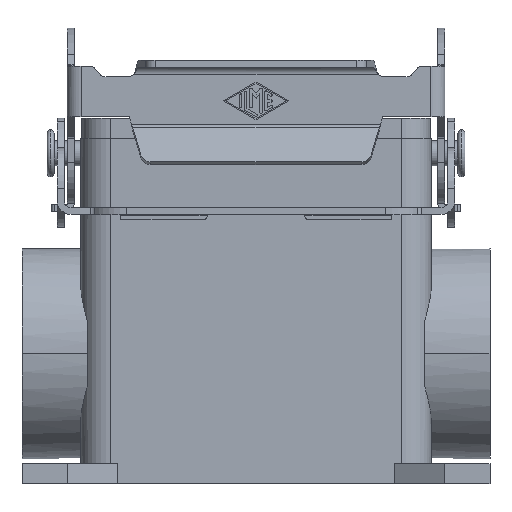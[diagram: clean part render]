
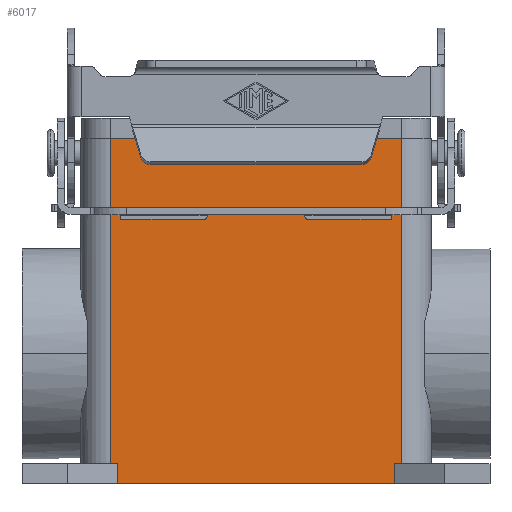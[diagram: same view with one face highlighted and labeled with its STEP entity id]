
A CAD part, front view. The second image highlights one B-rep face of the part: STEP entity #6017.
In plain terms, the highlighted planar face has unit normal (0, -1, 0).
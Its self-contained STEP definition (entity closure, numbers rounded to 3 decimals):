
#2615=CARTESIAN_POINT('',(-29.,-22.25,-62.));
#2616=VERTEX_POINT('',#2615);
#2624=CARTESIAN_POINT('',(-29.,-22.25,3.));
#2625=VERTEX_POINT('',#2624);
#2626=CARTESIAN_POINT('',(-29.,-22.25,-62.));
#2627=DIRECTION('',(0.0,0.0,1.0));
#2628=VECTOR('',#2627,65.0);
#2629=LINE('',#2626,#2628);
#2630=EDGE_CURVE('',#2616,#2625,#2629,.T.);
#2758=CARTESIAN_POINT('',(29.,-22.25,3.));
#2759=VERTEX_POINT('',#2758);
#2767=CARTESIAN_POINT('',(29.,-22.25,-62.));
#2768=VERTEX_POINT('',#2767);
#2769=CARTESIAN_POINT('',(29.,-22.25,-62.));
#2770=DIRECTION('',(0.0,0.0,1.0));
#2771=VECTOR('',#2770,65.0);
#2772=LINE('',#2769,#2771);
#2773=EDGE_CURVE('',#2768,#2759,#2772,.T.);
#5523=CARTESIAN_POINT('',(29.,-22.25,3.));
#5524=DIRECTION('',(-1.0,0.0,0.0));
#5525=VECTOR('',#5524,58.);
#5526=LINE('',#5523,#5525);
#5527=EDGE_CURVE('',#2759,#2625,#5526,.T.);
#5590=CARTESIAN_POINT('',(-27.75,-22.25,-62.));
#5591=VERTEX_POINT('',#5590);
#5598=CARTESIAN_POINT('',(-27.75,-22.25,-62.));
#5599=DIRECTION('',(-1.0,0.0,0.0));
#5600=VECTOR('',#5599,1.25);
#5601=LINE('',#5598,#5600);
#5602=EDGE_CURVE('',#5591,#2616,#5601,.T.);
#5646=CARTESIAN_POINT('',(27.75,-22.25,-62.));
#5647=VERTEX_POINT('',#5646);
#5648=CARTESIAN_POINT('',(29.,-22.25,-62.));
#5649=DIRECTION('',(-1.0,0.0,0.0));
#5650=VECTOR('',#5649,1.25);
#5651=LINE('',#5648,#5650);
#5652=EDGE_CURVE('',#2768,#5647,#5651,.T.);
#5972=CARTESIAN_POINT('',(27.75,-22.25,-66.0));
#5973=VERTEX_POINT('',#5972);
#5974=CARTESIAN_POINT('',(27.75,-22.25,-66.0));
#5975=DIRECTION('',(0.0,0.0,1.0));
#5976=VECTOR('',#5975,4.);
#5977=LINE('',#5974,#5976);
#5978=EDGE_CURVE('',#5973,#5647,#5977,.T.);
#5990=CARTESIAN_POINT('',(27.75,-22.25,-66.0));
#5991=DIRECTION('',(0.0,-1.0,0.0));
#5992=DIRECTION('',(0.0,0.0,-1.0));
#5993=AXIS2_PLACEMENT_3D('',#5990,#5991,#5992);
#5994=PLANE('',#5993);
#5995=CARTESIAN_POINT('',(-27.75,-22.25,-66.0));
#5996=VERTEX_POINT('',#5995);
#5997=CARTESIAN_POINT('',(-27.75,-22.25,-66.0));
#5998=DIRECTION('',(0.0,0.0,1.0));
#5999=VECTOR('',#5998,4.);
#6000=LINE('',#5997,#5999);
#6001=EDGE_CURVE('',#5996,#5591,#6000,.T.);
#6002=ORIENTED_EDGE('',*,*,#6001,.F.);
#6003=CARTESIAN_POINT('',(27.75,-22.25,-66.0));
#6004=DIRECTION('',(-1.0,0.0,0.0));
#6005=VECTOR('',#6004,55.5);
#6006=LINE('',#6003,#6005);
#6007=EDGE_CURVE('',#5973,#5996,#6006,.T.);
#6008=ORIENTED_EDGE('',*,*,#6007,.F.);
#6009=ORIENTED_EDGE('',*,*,#5978,.T.);
#6010=ORIENTED_EDGE('',*,*,#5652,.F.);
#6011=ORIENTED_EDGE('',*,*,#2773,.T.);
#6012=ORIENTED_EDGE('',*,*,#5527,.T.);
#6013=ORIENTED_EDGE('',*,*,#2630,.F.);
#6014=ORIENTED_EDGE('',*,*,#5602,.F.);
#6015=EDGE_LOOP('',(#6002,#6008,#6009,#6010,#6011,#6012,#6013,#6014));
#6016=FACE_OUTER_BOUND('',#6015,.T.);
#6017=ADVANCED_FACE('',(#6016),#5994,.T.);
